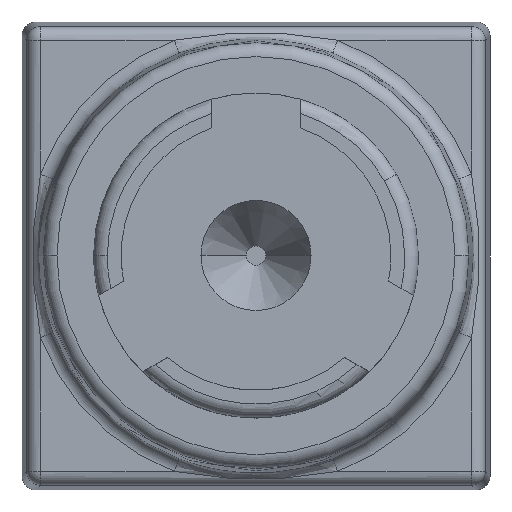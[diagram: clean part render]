
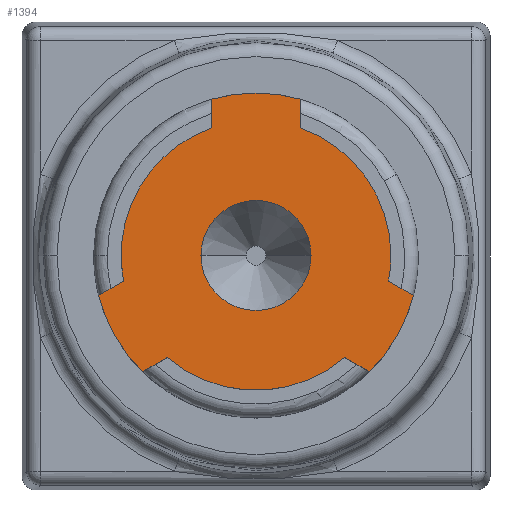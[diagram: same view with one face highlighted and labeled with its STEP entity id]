
A CAD part, top view. The second image highlights one B-rep face of the part: STEP entity #1394.
In plain terms, the highlighted planar face has unit normal (0, 0, 1).
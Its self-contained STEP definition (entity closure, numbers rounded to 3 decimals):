
#15 = DIRECTION ( 'NONE',  ( 0.866, 0.5, 0. ) ) ;
#39 = EDGE_CURVE ( 'NONE', #1407, #1276, #1632, .T. ) ;
#93 = DIRECTION ( 'NONE',  ( 0., -1., 0. ) ) ;
#107 = CARTESIAN_POINT ( 'NONE',  ( -2.405, 12.285, 5.75 ) ) ;
#173 = CARTESIAN_POINT ( 'NONE',  ( 0., 12.75, 5.75 ) ) ;
#241 = AXIS2_PLACEMENT_3D ( 'NONE', #2189, #1391, #2607 ) ;
#265 = DIRECTION ( 'NONE',  ( 0., 0., -1. ) ) ;
#286 = VECTOR ( 'NONE', #93, 1000. ) ;
#300 = EDGE_LOOP ( 'NONE', ( #2455, #1313, #976, #2202, #2353, #2193, #1183, #1096, #1605, #2176, #1907, #586, #2083, #2454 ) ) ;
#307 = CARTESIAN_POINT ( 'NONE',  ( 2.059, 10.637, 5.75 ) ) ;
#351 = DIRECTION ( 'NONE',  ( 0., -1., 0. ) ) ;
#354 = DIRECTION ( 'NONE',  ( 1., 0., 0. ) ) ;
#379 = ORIENTED_EDGE ( 'NONE', *, *, #413, .T. ) ;
#390 = DIRECTION ( 'NONE',  ( -0.866, -0.5, 0. ) ) ;
#392 = VECTOR ( 'NONE', #1092, 1000. ) ;
#405 = DIRECTION ( 'NONE',  ( 1., 0., 0. ) ) ;
#409 = DIRECTION ( 'NONE',  ( 0., 0., 1. ) ) ;
#413 = EDGE_CURVE ( 'NONE', #1354, #557, #1508, .T. ) ;
#433 = CARTESIAN_POINT ( 'NONE',  ( -2.059, 10.637, 5.75 ) ) ;
#439 = DIRECTION ( 'NONE',  ( 0., 1., 0. ) ) ;
#464 = CARTESIAN_POINT ( 'NONE',  ( -2.122, 13.975, 5.75 ) ) ;
#507 = EDGE_CURVE ( 'NONE', #557, #1354, #2212, .T. ) ;
#511 = DIRECTION ( 'NONE',  ( 0., 0., -1. ) ) ;
#548 = DIRECTION ( 'NONE',  ( 0., 0., -1. ) ) ;
#557 = VERTEX_POINT ( 'NONE', #823 ) ;
#561 = FACE_OUTER_BOUND ( 'NONE', #300, .T. ) ;
#586 = ORIENTED_EDGE ( 'NONE', *, *, #1674, .T. ) ;
#595 = DIRECTION ( 'NONE',  ( -0.866, 0.5, 0. ) ) ;
#619 = AXIS2_PLACEMENT_3D ( 'NONE', #1412, #2089, #351 ) ;
#628 = EDGE_CURVE ( 'NONE', #2446, #1195, #1537, .T. ) ;
#689 = CARTESIAN_POINT ( 'NONE',  ( 0., 12.75, 5.75 ) ) ;
#690 = CIRCLE ( 'NONE', #915, 2.95 ) ;
#757 = LINE ( 'NONE', #1366, #286 ) ;
#805 = EDGE_CURVE ( 'NONE', #1195, #2359, #1934, .T. ) ;
#816 = CARTESIAN_POINT ( 'NONE',  ( 0., 12.75, 5.75 ) ) ;
#819 = CARTESIAN_POINT ( 'NONE',  ( 0.8, 15.066, 5.75 ) ) ;
#822 = CARTESIAN_POINT ( 'NONE',  ( -2.859, 12.023, 5.75 ) ) ;
#823 = CARTESIAN_POINT ( 'NONE',  ( 1., 12.75, 5.75 ) ) ;
#841 = DIRECTION ( 'NONE',  ( 1., 0., 0. ) ) ;
#845 = AXIS2_PLACEMENT_3D ( 'NONE', #2256, #1340, #354 ) ;
#915 = AXIS2_PLACEMENT_3D ( 'NONE', #173, #409, #1029 ) ;
#929 = CIRCLE ( 'NONE', #1548, 2.95 ) ;
#954 = CARTESIAN_POINT ( 'NONE',  ( -0.8, 15.589, 5.75 ) ) ;
#976 = ORIENTED_EDGE ( 'NONE', *, *, #805, .T. ) ;
#1029 = DIRECTION ( 'NONE',  ( 1., 0., 0. ) ) ;
#1039 = CARTESIAN_POINT ( 'NONE',  ( 1.605, 10.899, 5.75 ) ) ;
#1091 = EDGE_CURVE ( 'NONE', #1407, #1326, #1226, .T. ) ;
#1092 = DIRECTION ( 'NONE',  ( 0.866, -0.5, 0. ) ) ;
#1096 = ORIENTED_EDGE ( 'NONE', *, *, #2437, .T. ) ;
#1158 = EDGE_CURVE ( 'NONE', #1200, #1276, #1944, .T. ) ;
#1165 = DIRECTION ( 'NONE',  ( 0., 0., 1. ) ) ;
#1183 = ORIENTED_EDGE ( 'NONE', *, *, #1577, .T. ) ;
#1192 = DIRECTION ( 'NONE',  ( 1., 0., 0. ) ) ;
#1195 = VERTEX_POINT ( 'NONE', #1317 ) ;
#1200 = VERTEX_POINT ( 'NONE', #433 ) ;
#1221 = CARTESIAN_POINT ( 'NONE',  ( -2.405, 12.285, 5.75 ) ) ;
#1226 = LINE ( 'NONE', #1509, #392 ) ;
#1251 = PLANE ( 'NONE',  #619 ) ;
#1276 = VERTEX_POINT ( 'NONE', #1587 ) ;
#1279 = DIRECTION ( 'NONE',  ( 0., 0., 1. ) ) ;
#1312 = EDGE_LOOP ( 'NONE', ( #1557, #379 ) ) ;
#1313 = ORIENTED_EDGE ( 'NONE', *, *, #628, .T. ) ;
#1317 = CARTESIAN_POINT ( 'NONE',  ( 0.8, 15.589, 5.75 ) ) ;
#1326 = VERTEX_POINT ( 'NONE', #307 ) ;
#1340 = DIRECTION ( 'NONE',  ( 0., 0., -1. ) ) ;
#1354 = VERTEX_POINT ( 'NONE', #1762 ) ;
#1366 = CARTESIAN_POINT ( 'NONE',  ( -0.8, 12.75, 5.75 ) ) ;
#1375 = CARTESIAN_POINT ( 'NONE',  ( 0., 12.75, 5.75 ) ) ;
#1391 = DIRECTION ( 'NONE',  ( 0., 0., -1. ) ) ;
#1394 = ADVANCED_FACE ( 'NONE', ( #2460, #561 ), #1251, .T. ) ;
#1407 = VERTEX_POINT ( 'NONE', #1039 ) ;
#1412 = CARTESIAN_POINT ( 'NONE',  ( 0., 12.75, 5.75 ) ) ;
#1414 = VECTOR ( 'NONE', #15, 1000. ) ;
#1468 = AXIS2_PLACEMENT_3D ( 'NONE', #1708, #265, #2152 ) ;
#1508 = CIRCLE ( 'NONE', #2163, 1. ) ;
#1509 = CARTESIAN_POINT ( 'NONE',  ( 1.605, 10.899, 5.75 ) ) ;
#1515 = CARTESIAN_POINT ( 'NONE',  ( -0.8, 15.066, 5.75 ) ) ;
#1518 = EDGE_CURVE ( 'NONE', #2635, #2263, #1893, .T. ) ;
#1537 = LINE ( 'NONE', #1736, #1900 ) ;
#1548 = AXIS2_PLACEMENT_3D ( 'NONE', #2132, #1279, #841 ) ;
#1549 = CARTESIAN_POINT ( 'NONE',  ( 0., 12.75, 5.75 ) ) ;
#1557 = ORIENTED_EDGE ( 'NONE', *, *, #507, .T. ) ;
#1577 = EDGE_CURVE ( 'NONE', #2635, #2105, #1873, .T. ) ;
#1587 = CARTESIAN_POINT ( 'NONE',  ( -1.605, 10.899, 5.75 ) ) ;
#1605 = ORIENTED_EDGE ( 'NONE', *, *, #1158, .T. ) ;
#1632 = CIRCLE ( 'NONE', #2207, 2.45 ) ;
#1661 = VERTEX_POINT ( 'NONE', #1515 ) ;
#1674 = EDGE_CURVE ( 'NONE', #1326, #1932, #929, .T. ) ;
#1708 = CARTESIAN_POINT ( 'NONE',  ( 0., 12.75, 5.75 ) ) ;
#1736 = CARTESIAN_POINT ( 'NONE',  ( 0.8, 12.75, 5.75 ) ) ;
#1756 = AXIS2_PLACEMENT_3D ( 'NONE', #1375, #1165, #1192 ) ;
#1761 = DIRECTION ( 'NONE',  ( 1., 0., 0. ) ) ;
#1762 = CARTESIAN_POINT ( 'NONE',  ( -1., 12.75, 5.75 ) ) ;
#1784 = VERTEX_POINT ( 'NONE', #2463 ) ;
#1794 = DIRECTION ( 'NONE',  ( 1., 0., 0. ) ) ;
#1830 = DIRECTION ( 'NONE',  ( 0., 0., -1. ) ) ;
#1854 = CIRCLE ( 'NONE', #845, 2.45 ) ;
#1873 = LINE ( 'NONE', #1221, #2697 ) ;
#1893 = CIRCLE ( 'NONE', #1940, 2.45 ) ;
#1900 = VECTOR ( 'NONE', #439, 1000. ) ;
#1904 = LINE ( 'NONE', #2076, #2081 ) ;
#1907 = ORIENTED_EDGE ( 'NONE', *, *, #1091, .T. ) ;
#1923 = EDGE_CURVE ( 'NONE', #2263, #1661, #1854, .T. ) ;
#1932 = VERTEX_POINT ( 'NONE', #2157 ) ;
#1934 = CIRCLE ( 'NONE', #1756, 2.95 ) ;
#1940 = AXIS2_PLACEMENT_3D ( 'NONE', #816, #1830, #405 ) ;
#1944 = LINE ( 'NONE', #2576, #1414 ) ;
#1998 = EDGE_CURVE ( 'NONE', #1932, #1784, #1904, .T. ) ;
#2076 = CARTESIAN_POINT ( 'NONE',  ( 2.859, 12.023, 5.75 ) ) ;
#2081 = VECTOR ( 'NONE', #595, 1000. ) ;
#2083 = ORIENTED_EDGE ( 'NONE', *, *, #1998, .T. ) ;
#2089 = DIRECTION ( 'NONE',  ( 0., 0., 1. ) ) ;
#2105 = VERTEX_POINT ( 'NONE', #822 ) ;
#2132 = CARTESIAN_POINT ( 'NONE',  ( 0., 12.75, 5.75 ) ) ;
#2152 = DIRECTION ( 'NONE',  ( 1., 0., 0. ) ) ;
#2157 = CARTESIAN_POINT ( 'NONE',  ( 2.859, 12.023, 5.75 ) ) ;
#2163 = AXIS2_PLACEMENT_3D ( 'NONE', #689, #2397, #2569 ) ;
#2176 = ORIENTED_EDGE ( 'NONE', *, *, #39, .F. ) ;
#2182 = CARTESIAN_POINT ( 'NONE',  ( 2.45, 12.75, 5.75 ) ) ;
#2189 = CARTESIAN_POINT ( 'NONE',  ( 0., 12.75, 5.75 ) ) ;
#2193 = ORIENTED_EDGE ( 'NONE', *, *, #1518, .F. ) ;
#2197 = VERTEX_POINT ( 'NONE', #2182 ) ;
#2198 = EDGE_CURVE ( 'NONE', #2446, #2197, #2702, .T. ) ;
#2202 = ORIENTED_EDGE ( 'NONE', *, *, #2626, .T. ) ;
#2207 = AXIS2_PLACEMENT_3D ( 'NONE', #1549, #548, #1761 ) ;
#2212 = CIRCLE ( 'NONE', #2299, 1. ) ;
#2256 = CARTESIAN_POINT ( 'NONE',  ( 0., 12.75, 5.75 ) ) ;
#2263 = VERTEX_POINT ( 'NONE', #464 ) ;
#2299 = AXIS2_PLACEMENT_3D ( 'NONE', #2646, #511, #1794 ) ;
#2353 = ORIENTED_EDGE ( 'NONE', *, *, #1923, .F. ) ;
#2359 = VERTEX_POINT ( 'NONE', #954 ) ;
#2397 = DIRECTION ( 'NONE',  ( 0., 0., -1. ) ) ;
#2437 = EDGE_CURVE ( 'NONE', #2105, #1200, #690, .T. ) ;
#2446 = VERTEX_POINT ( 'NONE', #819 ) ;
#2454 = ORIENTED_EDGE ( 'NONE', *, *, #2643, .F. ) ;
#2455 = ORIENTED_EDGE ( 'NONE', *, *, #2198, .F. ) ;
#2460 = FACE_BOUND ( 'NONE', #1312, .T. ) ;
#2463 = CARTESIAN_POINT ( 'NONE',  ( 2.405, 12.285, 5.75 ) ) ;
#2569 = DIRECTION ( 'NONE',  ( 1., 0., 0. ) ) ;
#2576 = CARTESIAN_POINT ( 'NONE',  ( -2.059, 10.637, 5.75 ) ) ;
#2607 = DIRECTION ( 'NONE',  ( 1., 0., 0. ) ) ;
#2626 = EDGE_CURVE ( 'NONE', #2359, #1661, #757, .T. ) ;
#2635 = VERTEX_POINT ( 'NONE', #107 ) ;
#2641 = CIRCLE ( 'NONE', #241, 2.45 ) ;
#2643 = EDGE_CURVE ( 'NONE', #2197, #1784, #2641, .T. ) ;
#2646 = CARTESIAN_POINT ( 'NONE',  ( 0., 12.75, 5.75 ) ) ;
#2697 = VECTOR ( 'NONE', #390, 1000. ) ;
#2702 = CIRCLE ( 'NONE', #1468, 2.45 ) ;
